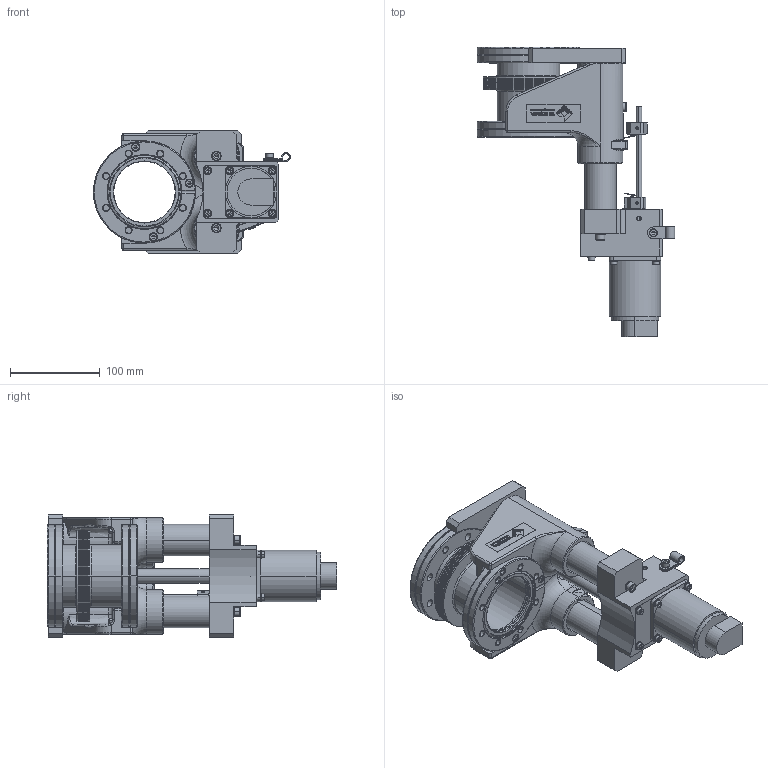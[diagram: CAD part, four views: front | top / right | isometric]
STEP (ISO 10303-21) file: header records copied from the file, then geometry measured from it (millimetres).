
FILE_DESCRIPTION((''),'2;1');
FILE_NAME('ZLTM11450SMSE','2017-04-19T',('keith.feeley'),(''),'CREO PARAMETRIC BY PTC INC, 2015380','CREO PARAMETRIC BY PTC INC, 2015380','');
FILE_SCHEMA(('AUTOMOTIVE_DESIGN { 1 0 10303 214 1 1 1 1 }'));
Products named in the file (1): ZLTM11450SMSE
Bounding box: 219.25 x 322.1 x 136 mm (x, y, z)
Volume: 1806057.9 mm3; surface area: 541580.1 mm2
Topology: 3 solids, 99 shells, 6047 faces, 16504 edges, 10767 vertices
Faces by surface type: plane 3289, extrusion 1554, cylinder 754, cone 263, torus 133, bspline 42, sphere 12
Entity records: 240983 total; most frequent: CARTESIAN_POINT 56713, ORIENTED_EDGE 32566, DIRECTION 25722, EDGE_CURVE 16434, VECTOR 12356, LINE 10802, VERTEX_POINT 10768, AXIS2_PLACEMENT_3D 6683
